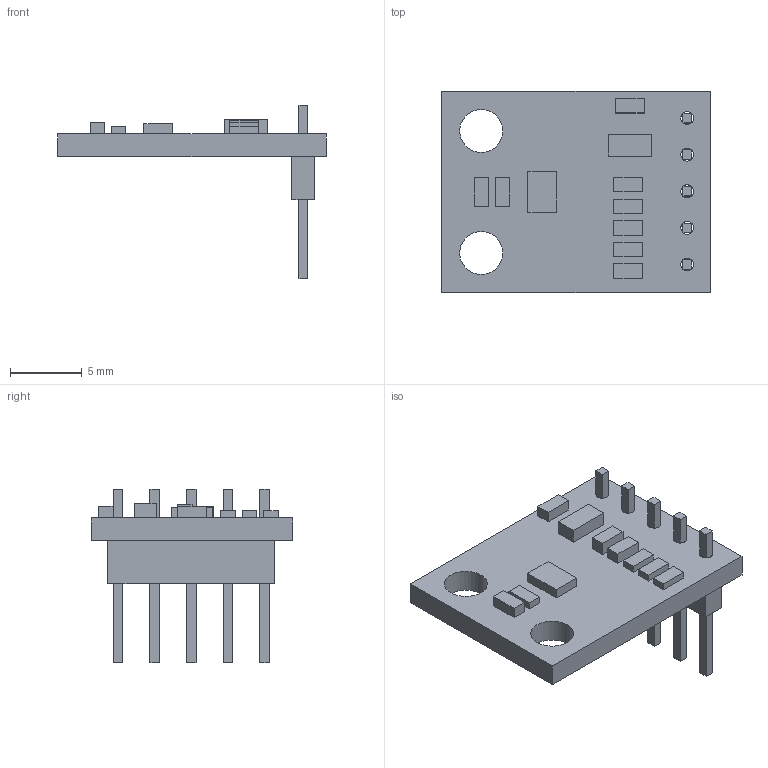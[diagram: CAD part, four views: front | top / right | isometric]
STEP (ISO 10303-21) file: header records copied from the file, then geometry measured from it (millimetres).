
FILE_DESCRIPTION(/* description */ (''),/* implementation_level */ '2;1');
FILE_NAME(/* name */ 'LDR v2.step',/* time_stamp */ '2022-09-12T10:21:05-03:00',/* author */ (''),/* organization */ (''),/* preprocessor_version */ 'ST-DEVELOPER v19',/* originating_system */ 'Autodesk Translation Framework v11.7.0.108',/* authorisation */ '');
FILE_SCHEMA (('AUTOMOTIVE_DESIGN { 1 0 10303 214 3 1 1 }'));
Length unit declared in the file: millimetre
Products named in the file (1): LDR
Bounding box: 18.7 x 14 x 12.1 mm (x, y, z)
Volume: 480.1 mm3; surface area: 1003.9 mm2
Topology: 7 solids, 7 shells, 119 faces, 325 edges, 230 vertices
Faces by surface type: plane 92, cylinder 27
Full cylindrical faces by diameter (mm): 0.9 x5, 3 x2
Entity records: 3868 total; most frequent: CARTESIAN_POINT 675, ORIENTED_EDGE 650, DIRECTION 619, EDGE_CURVE 325, LINE 271, VECTOR 271, VERTEX_POINT 230, AXIS2_PLACEMENT_3D 174
